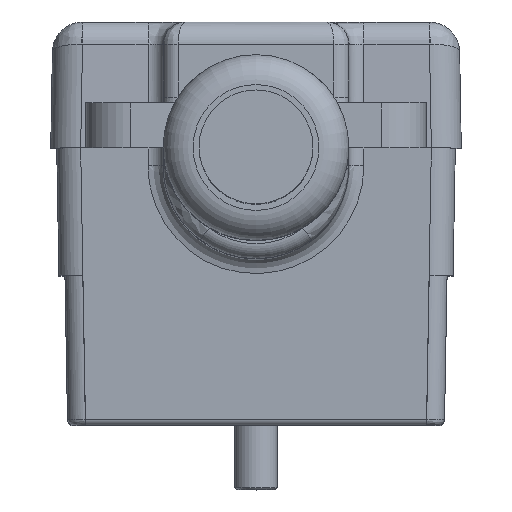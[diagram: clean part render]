
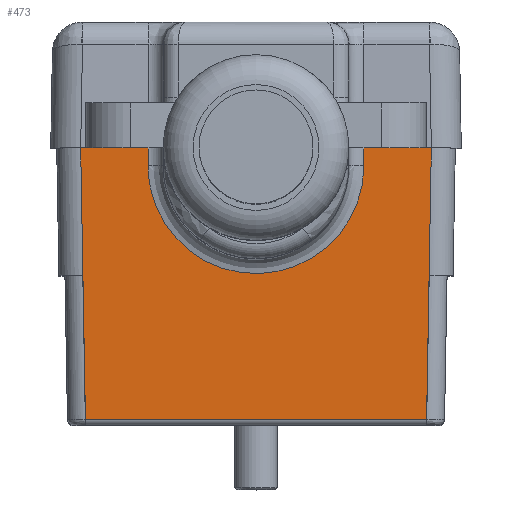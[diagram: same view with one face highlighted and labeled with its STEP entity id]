
A CAD part, top view. The second image highlights one B-rep face of the part: STEP entity #473.
In plain terms, the highlighted planar face has unit normal (0, -0.018, 1).
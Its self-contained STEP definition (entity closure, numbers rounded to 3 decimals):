
#172=ELLIPSE('',#4108,7.201,7.2);
#473=ADVANCED_FACE('',(#827),#682,.T.);
#682=PLANE('',#4109);
#827=FACE_OUTER_BOUND('',#1036,.T.);
#1036=EDGE_LOOP('',(#1398,#1399,#1400,#1401,#1402,#1403,#1404,#1405,#1406,
#1407,#1408,#1409));
#1398=ORIENTED_EDGE('',*,*,#2845,.T.);
#1399=ORIENTED_EDGE('',*,*,#2846,.T.);
#1400=ORIENTED_EDGE('',*,*,#2847,.T.);
#1401=ORIENTED_EDGE('',*,*,#2848,.T.);
#1402=ORIENTED_EDGE('',*,*,#2849,.T.);
#1403=ORIENTED_EDGE('',*,*,#2850,.T.);
#1404=ORIENTED_EDGE('',*,*,#2851,.T.);
#1405=ORIENTED_EDGE('',*,*,#2852,.T.);
#1406=ORIENTED_EDGE('',*,*,#2853,.T.);
#1407=ORIENTED_EDGE('',*,*,#2854,.T.);
#1408=ORIENTED_EDGE('',*,*,#2855,.F.);
#1409=ORIENTED_EDGE('',*,*,#2856,.T.);
#2456=VERTEX_POINT('',#5733);
#2457=VERTEX_POINT('',#5734);
#2458=VERTEX_POINT('',#5736);
#2459=VERTEX_POINT('',#5738);
#2460=VERTEX_POINT('',#5740);
#2461=VERTEX_POINT('',#5742);
#2462=VERTEX_POINT('',#5744);
#2463=VERTEX_POINT('',#5746);
#2464=VERTEX_POINT('',#5748);
#2465=VERTEX_POINT('',#5750);
#2466=VERTEX_POINT('',#5752);
#2467=VERTEX_POINT('',#5754);
#2845=EDGE_CURVE('',#2456,#2457,#3362,.T.);
#2846=EDGE_CURVE('',#2457,#2458,#3363,.T.);
#2847=EDGE_CURVE('',#2458,#2459,#3364,.T.);
#2848=EDGE_CURVE('',#2459,#2460,#3365,.T.);
#2849=EDGE_CURVE('',#2460,#2461,#3366,.T.);
#2850=EDGE_CURVE('',#2461,#2462,#3367,.T.);
#2851=EDGE_CURVE('',#2462,#2463,#3368,.T.);
#2852=EDGE_CURVE('',#2463,#2464,#172,.T.);
#2853=EDGE_CURVE('',#2464,#2465,#3369,.T.);
#2854=EDGE_CURVE('',#2465,#2466,#3370,.T.);
#2855=EDGE_CURVE('',#2467,#2466,#3371,.T.);
#2856=EDGE_CURVE('',#2467,#2456,#3372,.T.);
#3362=LINE('',#5732,#3731);
#3363=LINE('',#5735,#3732);
#3364=LINE('',#5737,#3733);
#3365=LINE('',#5739,#3734);
#3366=LINE('',#5741,#3735);
#3367=LINE('',#5743,#3736);
#3368=LINE('',#5745,#3737);
#3369=LINE('',#5749,#3738);
#3370=LINE('',#5751,#3739);
#3371=LINE('',#5753,#3740);
#3372=LINE('',#5755,#3741);
#3731=VECTOR('',#4629,1.);
#3732=VECTOR('',#4630,1.);
#3733=VECTOR('',#4631,1.);
#3734=VECTOR('',#4632,1.);
#3735=VECTOR('',#4633,1.);
#3736=VECTOR('',#4634,1.);
#3737=VECTOR('',#4635,1.);
#3738=VECTOR('',#4638,1.);
#3739=VECTOR('',#4639,1.);
#3740=VECTOR('',#4640,1.);
#3741=VECTOR('',#4641,1.);
#4108=AXIS2_PLACEMENT_3D('',#5747,#4636,#4637);
#4109=AXIS2_PLACEMENT_3D('',#5756,#4642,#4643);
#4629=DIRECTION('',(0.017,-1.,-0.017));
#4630=DIRECTION('',(1.,0.,0.));
#4631=DIRECTION('',(0.017,1.,0.017));
#4632=DIRECTION('',(-1.,0.,0.));
#4633=DIRECTION('',(-1.,0.,0.));
#4634=DIRECTION('',(-1.,0.,0.));
#4635=DIRECTION('',(0.,-1.,-0.017));
#4636=DIRECTION('',(0.,0.017,-1.));
#4637=DIRECTION('',(0.,1.,0.017));
#4638=DIRECTION('',(0.,1.,0.017));
#4639=DIRECTION('',(-1.,0.,0.));
#4640=DIRECTION('',(1.,0.,0.));
#4641=DIRECTION('',(-1.,0.,0.));
#4642=DIRECTION('',(0.,-0.017,1.));
#4643=DIRECTION('',(-1.,0.,0.));
#5732=CARTESIAN_POINT('',(-11.827,7.245,-5.974));
#5733=CARTESIAN_POINT('',(-11.7,0.,-6.1));
#5734=CARTESIAN_POINT('',(-11.384,-18.107,-6.416));
#5735=CARTESIAN_POINT('',(-14.45,-18.107,-6.416));
#5736=CARTESIAN_POINT('',(11.384,-18.107,-6.416));
#5737=CARTESIAN_POINT('',(11.701,0.028,-6.1));
#5738=CARTESIAN_POINT('',(11.7,0.,-6.1));
#5739=CARTESIAN_POINT('',(-14.45,0.,-6.1));
#5740=CARTESIAN_POINT('',(11.35,0.,-6.1));
#5741=CARTESIAN_POINT('',(11.35,0.,-6.1));
#5742=CARTESIAN_POINT('',(9.35,0.,-6.1));
#5743=CARTESIAN_POINT('',(-14.45,0.,-6.1));
#5744=CARTESIAN_POINT('',(7.2,0.,-6.1));
#5745=CARTESIAN_POINT('',(7.2,-1.2,-6.121));
#5746=CARTESIAN_POINT('',(7.2,-1.183,-6.121));
#5747=CARTESIAN_POINT('',(0.,-1.183,-6.121));
#5748=CARTESIAN_POINT('',(-7.2,-1.183,-6.121));
#5749=CARTESIAN_POINT('',(-7.2,0.,-6.1));
#5750=CARTESIAN_POINT('',(-7.2,0.,-6.1));
#5751=CARTESIAN_POINT('',(-14.45,0.,-6.1));
#5752=CARTESIAN_POINT('',(-9.35,0.,-6.1));
#5753=CARTESIAN_POINT('',(-11.35,0.,-6.1));
#5754=CARTESIAN_POINT('',(-11.35,0.,-6.1));
#5755=CARTESIAN_POINT('',(-14.45,0.,-6.1));
#5756=CARTESIAN_POINT('',(-14.45,7.199,-5.974));
